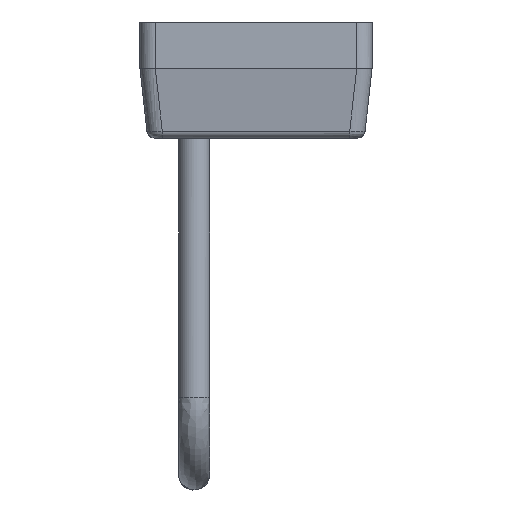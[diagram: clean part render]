
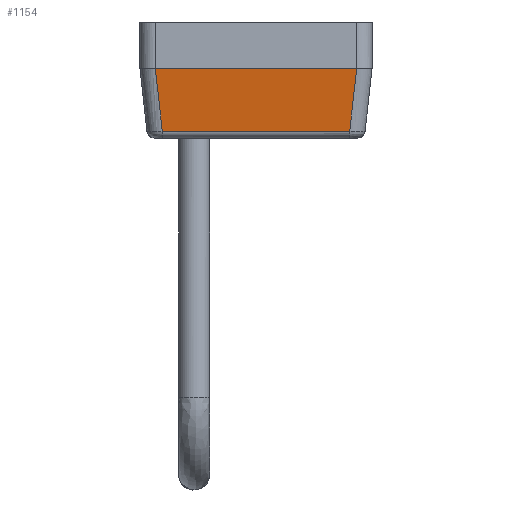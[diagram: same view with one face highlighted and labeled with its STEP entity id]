
A CAD part, left-side view. The second image highlights one B-rep face of the part: STEP entity #1154.
In plain terms, the highlighted free-form (B-spline) face has degree [1, 1] with [2, 2] control points.
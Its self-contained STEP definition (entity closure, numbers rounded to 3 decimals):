
#492=CARTESIAN_POINT('',(-188.099,-20.111,30.39));
#493=VERTEX_POINT('',#492);
#616=CARTESIAN_POINT('',(-188.099,4.111,30.39));
#617=VERTEX_POINT('',#616);
#797=CARTESIAN_POINT('',(-189.0,-21.012,38.5));
#798=VERTEX_POINT('',#797);
#799=CARTESIAN_POINT('',(-188.099,-20.111,30.39));
#800=CARTESIAN_POINT('',(-189.0,-21.012,38.5));
#801=QUASI_UNIFORM_CURVE('',1,(#799,#800),.UNSPECIFIED.,.F.,.U.);
#802=EDGE_CURVE('',#493,#798,#801,.T.);
#847=CARTESIAN_POINT('',(-189.0,5.012,38.5));
#848=VERTEX_POINT('',#847);
#849=CARTESIAN_POINT('',(-189.0,5.012,38.5));
#850=CARTESIAN_POINT('',(-188.099,4.111,30.39));
#851=QUASI_UNIFORM_CURVE('',1,(#849,#850),.UNSPECIFIED.,.F.,.U.);
#852=EDGE_CURVE('',#848,#617,#851,.T.);
#1130=CARTESIAN_POINT('',(-188.099,-20.111,30.39));
#1131=CARTESIAN_POINT('',(-188.099,4.111,30.39));
#1132=QUASI_UNIFORM_CURVE('',1,(#1130,#1131),.UNSPECIFIED.,.F.,.U.);
#1133=EDGE_CURVE('',#493,#617,#1132,.T.);
#1139=CARTESIAN_POINT('',(-189.045,-22.312,38.905));
#1140=CARTESIAN_POINT('',(-188.054,-22.312,29.984));
#1141=CARTESIAN_POINT('',(-189.045,6.312,38.905));
#1142=CARTESIAN_POINT('',(-188.054,6.312,29.984));
#1143=B_SPLINE_SURFACE_WITH_KNOTS('',1,1,((#1139,#1141),(#1140,#1142)),.UNSPECIFIED.,.F.,.F.,.U.,(2,2),(2,2),(0.0,8.976),(0.0,28.624),.UNSPECIFIED.);
#1144=CARTESIAN_POINT('',(-189.0,-21.012,38.5));
#1145=CARTESIAN_POINT('',(-189.0,5.012,38.5));
#1146=QUASI_UNIFORM_CURVE('',1,(#1144,#1145),.UNSPECIFIED.,.F.,.U.);
#1147=EDGE_CURVE('',#798,#848,#1146,.T.);
#1148=ORIENTED_EDGE('',*,*,#1147,.T.);
#1149=ORIENTED_EDGE('',*,*,#852,.T.);
#1150=ORIENTED_EDGE('',*,*,#1133,.F.);
#1151=ORIENTED_EDGE('',*,*,#802,.T.);
#1152=EDGE_LOOP('',(#1148,#1149,#1150,#1151));
#1153=FACE_OUTER_BOUND('',#1152,.T.);
#1154=ADVANCED_FACE('',(#1153),#1143,.F.);
